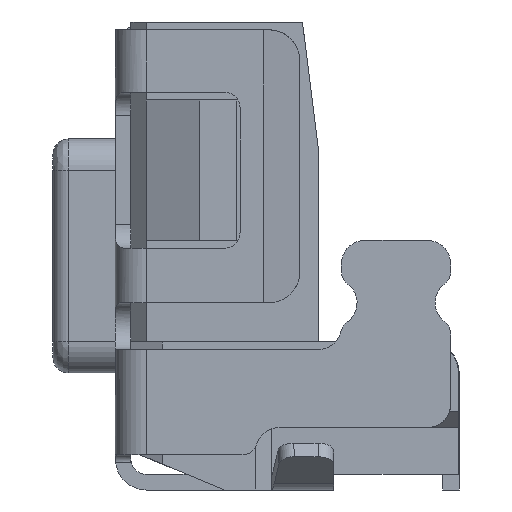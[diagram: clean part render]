
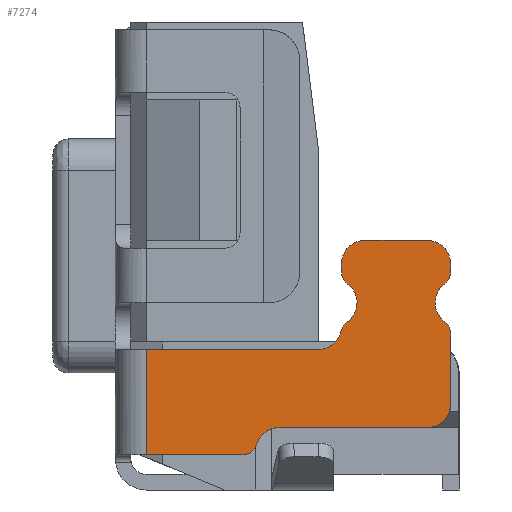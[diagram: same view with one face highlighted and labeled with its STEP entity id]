
A CAD part, left-side view. The second image highlights one B-rep face of the part: STEP entity #7274.
In plain terms, the highlighted planar face has unit normal (-1, 0, 0).
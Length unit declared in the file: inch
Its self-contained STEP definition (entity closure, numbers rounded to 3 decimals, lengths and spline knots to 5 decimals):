
#122=PLANE('',#7745);
#387=FACE_OUTER_BOUND('',#780,.T.);
#780=EDGE_LOOP('',(#5210,#5211,#5212,#5213,#5214,#5215,#5216,#5217,#5218,
#5219,#5220,#5221,#5222,#5223,#5224,#5225,#5226,#5227,#5228,#5229));
#1343=LINE('',#11052,#2133);
#1352=LINE('',#11083,#2142);
#1353=LINE('',#11087,#2143);
#1354=LINE('',#11095,#2144);
#1355=LINE('',#11099,#2145);
#1356=LINE('',#11103,#2146);
#1357=LINE('',#11113,#2147);
#1358=LINE('',#11114,#2148);
#2133=VECTOR('',#8745,0.02408);
#2142=VECTOR('',#8778,0.0374);
#2143=VECTOR('',#8781,0.01772);
#2144=VECTOR('',#8788,0.00197);
#2145=VECTOR('',#8791,0.01575);
#2146=VECTOR('',#8794,0.00197);
#2147=VECTOR('',#8803,0.04331);
#2148=VECTOR('',#8804,0.02657);
#2772=CIRCLE('',#7744,0.00394);
#2773=CIRCLE('',#7746,0.00591);
#2774=CIRCLE('',#7747,0.00591);
#2775=CIRCLE('',#7748,0.00394);
#2776=CIRCLE('',#7749,0.00591);
#2777=CIRCLE('',#7750,0.00394);
#2778=CIRCLE('',#7751,0.00591);
#2779=CIRCLE('',#7752,0.00591);
#2780=CIRCLE('',#7753,0.00394);
#2781=CIRCLE('',#7754,0.00591);
#2782=CIRCLE('',#7755,0.00394);
#2783=CIRCLE('',#7756,0.00591);
#3218=VERTEX_POINT('',#11049);
#3219=VERTEX_POINT('',#11051);
#3227=VERTEX_POINT('',#11076);
#3228=VERTEX_POINT('',#11080);
#3229=VERTEX_POINT('',#11082);
#3230=VERTEX_POINT('',#11084);
#3231=VERTEX_POINT('',#11086);
#3232=VERTEX_POINT('',#11088);
#3233=VERTEX_POINT('',#11090);
#3234=VERTEX_POINT('',#11092);
#3235=VERTEX_POINT('',#11094);
#3236=VERTEX_POINT('',#11096);
#3237=VERTEX_POINT('',#11098);
#3238=VERTEX_POINT('',#11100);
#3239=VERTEX_POINT('',#11102);
#3240=VERTEX_POINT('',#11104);
#3241=VERTEX_POINT('',#11106);
#3242=VERTEX_POINT('',#11108);
#3243=VERTEX_POINT('',#11110);
#3244=VERTEX_POINT('',#11112);
#3993=EDGE_CURVE('',#3218,#3219,#1343,.T.);
#4007=EDGE_CURVE('',#3227,#3218,#2772,.T.);
#4008=EDGE_CURVE('',#3228,#3227,#2773,.T.);
#4009=EDGE_CURVE('',#3228,#3229,#1352,.T.);
#4010=EDGE_CURVE('',#3230,#3229,#2774,.T.);
#4011=EDGE_CURVE('',#3230,#3231,#1353,.T.);
#4012=EDGE_CURVE('',#3232,#3231,#2775,.T.);
#4013=EDGE_CURVE('',#3233,#3232,#2776,.T.);
#4014=EDGE_CURVE('',#3234,#3233,#2777,.T.);
#4015=EDGE_CURVE('',#3234,#3235,#1354,.T.);
#4016=EDGE_CURVE('',#3236,#3235,#2778,.T.);
#4017=EDGE_CURVE('',#3236,#3237,#1355,.T.);
#4018=EDGE_CURVE('',#3238,#3237,#2779,.T.);
#4019=EDGE_CURVE('',#3238,#3239,#1356,.T.);
#4020=EDGE_CURVE('',#3240,#3239,#2780,.T.);
#4021=EDGE_CURVE('',#3241,#3240,#2781,.T.);
#4022=EDGE_CURVE('',#3242,#3241,#2782,.T.);
#4023=EDGE_CURVE('',#3243,#3242,#2783,.T.);
#4024=EDGE_CURVE('',#3243,#3244,#1357,.T.);
#4025=EDGE_CURVE('',#3244,#3219,#1358,.T.);
#5210=ORIENTED_EDGE('',*,*,#4007,.F.);
#5211=ORIENTED_EDGE('',*,*,#4008,.F.);
#5212=ORIENTED_EDGE('',*,*,#4009,.T.);
#5213=ORIENTED_EDGE('',*,*,#4010,.F.);
#5214=ORIENTED_EDGE('',*,*,#4011,.T.);
#5215=ORIENTED_EDGE('',*,*,#4012,.F.);
#5216=ORIENTED_EDGE('',*,*,#4013,.F.);
#5217=ORIENTED_EDGE('',*,*,#4014,.F.);
#5218=ORIENTED_EDGE('',*,*,#4015,.T.);
#5219=ORIENTED_EDGE('',*,*,#4016,.F.);
#5220=ORIENTED_EDGE('',*,*,#4017,.T.);
#5221=ORIENTED_EDGE('',*,*,#4018,.F.);
#5222=ORIENTED_EDGE('',*,*,#4019,.T.);
#5223=ORIENTED_EDGE('',*,*,#4020,.F.);
#5224=ORIENTED_EDGE('',*,*,#4021,.F.);
#5225=ORIENTED_EDGE('',*,*,#4022,.F.);
#5226=ORIENTED_EDGE('',*,*,#4023,.F.);
#5227=ORIENTED_EDGE('',*,*,#4024,.T.);
#5228=ORIENTED_EDGE('',*,*,#4025,.T.);
#5229=ORIENTED_EDGE('',*,*,#3993,.F.);
#7274=ADVANCED_FACE('',(#387),#122,.F.);
#7744=AXIS2_PLACEMENT_3D('',#11078,#8772,#8773);
#7745=AXIS2_PLACEMENT_3D('',#11079,#8774,#8775);
#7746=AXIS2_PLACEMENT_3D('',#11081,#8776,#8777);
#7747=AXIS2_PLACEMENT_3D('',#11085,#8779,#8780);
#7748=AXIS2_PLACEMENT_3D('',#11089,#8782,#8783);
#7749=AXIS2_PLACEMENT_3D('',#11091,#8784,#8785);
#7750=AXIS2_PLACEMENT_3D('',#11093,#8786,#8787);
#7751=AXIS2_PLACEMENT_3D('',#11097,#8789,#8790);
#7752=AXIS2_PLACEMENT_3D('',#11101,#8792,#8793);
#7753=AXIS2_PLACEMENT_3D('',#11105,#8795,#8796);
#7754=AXIS2_PLACEMENT_3D('',#11107,#8797,#8798);
#7755=AXIS2_PLACEMENT_3D('',#11109,#8799,#8800);
#7756=AXIS2_PLACEMENT_3D('',#11111,#8801,#8802);
#8745=DIRECTION('',(0.,1.,0.));
#8772=DIRECTION('center_axis',(1.,0.,0.));
#8773=DIRECTION('ref_axis',(0.,-0.954,-0.3));
#8774=DIRECTION('center_axis',(1.,0.,0.));
#8775=DIRECTION('ref_axis',(0.,0.,1.));
#8776=DIRECTION('center_axis',(-1.,0.,0.));
#8777=DIRECTION('ref_axis',(0.,0.,1.));
#8778=DIRECTION('',(0.,-1.,0.));
#8779=DIRECTION('center_axis',(1.,0.,0.));
#8780=DIRECTION('ref_axis',(0.,-1.,0.));
#8781=DIRECTION('',(0.,0.,1.));
#8782=DIRECTION('center_axis',(1.,0.,0.));
#8783=DIRECTION('ref_axis',(0.,-0.6,0.8));
#8784=DIRECTION('center_axis',(-1.,0.,0.));
#8785=DIRECTION('ref_axis',(0.,0.6,0.8));
#8786=DIRECTION('center_axis',(1.,0.,0.));
#8787=DIRECTION('ref_axis',(0.,-1.,0.));
#8788=DIRECTION('',(0.,0.,1.));
#8789=DIRECTION('center_axis',(1.,0.,0.));
#8790=DIRECTION('ref_axis',(0.,0.,1.));
#8791=DIRECTION('',(0.,1.,0.));
#8792=DIRECTION('center_axis',(1.,0.,0.));
#8793=DIRECTION('ref_axis',(0.,1.,0.));
#8794=DIRECTION('',(0.,0.,-1.));
#8795=DIRECTION('center_axis',(1.,0.,0.));
#8796=DIRECTION('ref_axis',(0.,0.6,-0.8));
#8797=DIRECTION('center_axis',(-1.,0.,0.));
#8798=DIRECTION('ref_axis',(0.,-1.,0.));
#8799=DIRECTION('center_axis',(1.,0.,0.));
#8800=DIRECTION('ref_axis',(0.,0.976,0.217));
#8801=DIRECTION('center_axis',(-1.,0.,0.));
#8802=DIRECTION('ref_axis',(0.,0.,-1.));
#8803=DIRECTION('',(0.,1.,0.));
#8804=DIRECTION('',(0.,0.,-1.));
#11049=CARTESIAN_POINT('',(-0.09449,-0.02801,-0.0502));
#11051=CARTESIAN_POINT('',(-0.09449,-0.00394,-0.0502));
#11052=CARTESIAN_POINT('',(-0.09449,-0.02801,-0.0502));
#11076=CARTESIAN_POINT('',(-0.09449,-0.03177,-0.04744));
#11078=CARTESIAN_POINT('Origin',(-0.09449,-0.02801,
-0.04626));
#11079=CARTESIAN_POINT('Origin',(-0.09449,-0.04232,
-0.02313));
#11080=CARTESIAN_POINT('',(-0.09449,-0.0374,-0.04331));
#11081=CARTESIAN_POINT('Origin',(-0.09449,-0.0374,
-0.04921));
#11082=CARTESIAN_POINT('',(-0.09449,-0.0748,-0.04331));
#11083=CARTESIAN_POINT('',(-0.09449,-0.0374,-0.04331));
#11084=CARTESIAN_POINT('',(-0.09449,-0.08071,-0.0374));
#11085=CARTESIAN_POINT('Origin',(-0.09449,-0.0748,
-0.0374));
#11086=CARTESIAN_POINT('',(-0.09449,-0.08071,-0.01969));
#11087=CARTESIAN_POINT('',(-0.09449,-0.08071,-0.0374));
#11088=CARTESIAN_POINT('',(-0.09449,-0.07913,-0.01654));
#11089=CARTESIAN_POINT('Origin',(-0.09449,-0.07677,
-0.01969));
#11090=CARTESIAN_POINT('',(-0.09449,-0.07913,-0.00709));
#11091=CARTESIAN_POINT('Origin',(-0.09449,-0.08268,
-0.01181));
#11092=CARTESIAN_POINT('',(-0.09449,-0.08071,-0.00394));
#11093=CARTESIAN_POINT('Origin',(-0.09449,-0.07677,
-0.00394));
#11094=CARTESIAN_POINT('',(-0.09449,-0.08071,-0.00197));
#11095=CARTESIAN_POINT('',(-0.09449,-0.08071,-0.00394));
#11096=CARTESIAN_POINT('',(-0.09449,-0.0748,0.00394));
#11097=CARTESIAN_POINT('Origin',(-0.09449,-0.0748,
-0.00197));
#11098=CARTESIAN_POINT('',(-0.09449,-0.05906,0.00394));
#11099=CARTESIAN_POINT('',(-0.09449,-0.0748,0.00394));
#11100=CARTESIAN_POINT('',(-0.09449,-0.05315,-0.00197));
#11101=CARTESIAN_POINT('Origin',(-0.09449,-0.05906,
-0.00197));
#11102=CARTESIAN_POINT('',(-0.09449,-0.05315,-0.00394));
#11103=CARTESIAN_POINT('',(-0.09449,-0.05315,-0.00197));
#11104=CARTESIAN_POINT('',(-0.09449,-0.05472,-0.00709));
#11105=CARTESIAN_POINT('Origin',(-0.09449,-0.05709,
-0.00394));
#11106=CARTESIAN_POINT('',(-0.09449,-0.05458,-0.01664));
#11107=CARTESIAN_POINT('Origin',(-0.09449,-0.05118,
-0.01181));
#11108=CARTESIAN_POINT('',(-0.09449,-0.05301,-0.019));
#11109=CARTESIAN_POINT('Origin',(-0.09449,-0.05685,
-0.01986));
#11110=CARTESIAN_POINT('',(-0.09449,-0.04724,-0.02362));
#11111=CARTESIAN_POINT('Origin',(-0.09449,-0.04724,
-0.01772));
#11112=CARTESIAN_POINT('',(-0.09449,-0.00394,-0.02362));
#11113=CARTESIAN_POINT('',(-0.09449,-0.04724,-0.02362));
#11114=CARTESIAN_POINT('',(-0.09449,-0.00394,-0.02362));
